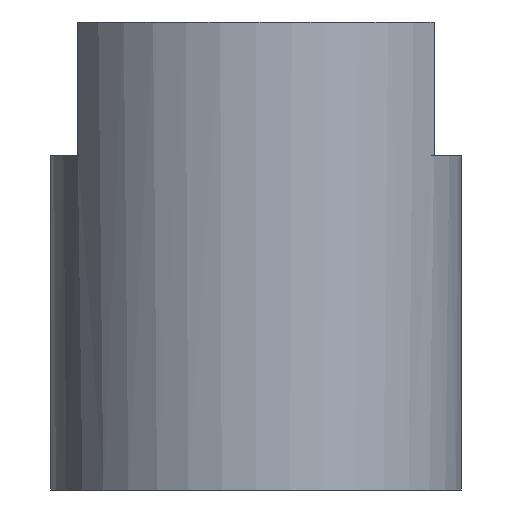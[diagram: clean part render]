
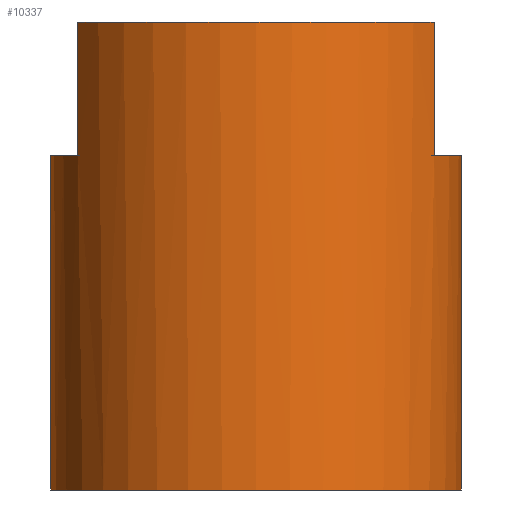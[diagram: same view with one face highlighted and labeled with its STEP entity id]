
A CAD part, left-side view. The second image highlights one B-rep face of the part: STEP entity #10337.
In plain terms, the highlighted cylindrical face has radius 20 mm (diameter 40 mm), a partial arc.
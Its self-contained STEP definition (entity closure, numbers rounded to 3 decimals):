
#3079=CARTESIAN_POINT('',(0.,0.,46.6));
#3080=DIRECTION('',(0.,0.,-1.));
#3081=DIRECTION('',(-0.5,-0.866,0.));
#3082=AXIS2_PLACEMENT_3D('',#3079,#3080,#3081);
#3087=CARTESIAN_POINT('',(0.,0.,46.6));
#3088=DIRECTION('',(0.,0.,-1.));
#3089=DIRECTION('',(-1.,0.,0.));
#3090=AXIS2_PLACEMENT_3D('',#3087,#3088,#3089);
#3590=CARTESIAN_POINT('',(0.,0.,1.1));
#3591=DIRECTION('',(0.,0.,1.));
#3592=DIRECTION('',(0.893,0.45,0.));
#3593=AXIS2_PLACEMENT_3D('',#3590,#3591,#3592);
#3598=CARTESIAN_POINT('',(0.,0.,1.1));
#3599=DIRECTION('',(0.,0.,1.));
#3600=DIRECTION('',(-1.,0.,0.));
#3601=AXIS2_PLACEMENT_3D('',#3598,#3599,#3600);
#5485=CARTESIAN_POINT('',(0.,0.,33.6));
#5486=DIRECTION('',(0.,0.,-1.));
#5487=DIRECTION('',(-0.5,0.866,0.));
#5488=AXIS2_PLACEMENT_3D('',#5485,#5486,#5487);
#5493=DIRECTION('',(0.,0.,1.));
#5494=VECTOR('',#5493,13.);
#5495=CARTESIAN_POINT('',(-10.,17.321,33.6));
#5496=LINE('',#5495,#5494);
#5500=DIRECTION('',(0.,0.,-1.));
#5501=VECTOR('',#5500,13.);
#5502=CARTESIAN_POINT('',(-10.,-17.321,46.6));
#5503=LINE('',#5502,#5501);
#5507=DIRECTION('',(0.,0.,-1.));
#5508=VECTOR('',#5507,32.5);
#5509=CARTESIAN_POINT('',(17.861,-9.,33.6));
#5510=LINE('',#5509,#5508);
#5514=DIRECTION('',(0.,0.,1.));
#5515=VECTOR('',#5514,32.5);
#5516=CARTESIAN_POINT('',(17.861,9.,1.1));
#5517=LINE('',#5516,#5515);
#5535=CARTESIAN_POINT('',(0.,0.,33.6));
#5536=DIRECTION('',(0.,0.,-1.));
#5537=DIRECTION('',(0.893,-0.45,0.));
#5538=AXIS2_PLACEMENT_3D('',#5535,#5536,#5537);
#5543=CARTESIAN_POINT('',(0.,0.,33.6));
#5544=DIRECTION('',(0.,0.,-1.));
#5545=DIRECTION('',(0.,-1.,0.));
#5546=AXIS2_PLACEMENT_3D('',#5543,#5544,#5545);
#6854=CARTESIAN_POINT('',(-10.,-17.321,46.6));
#6856=VERTEX_POINT('',#6854);
#6857=CARTESIAN_POINT('',(-20.,0.,46.6));
#6858=VERTEX_POINT('',#6857);
#6859=CARTESIAN_POINT('',(-10.,17.321,46.6));
#6860=VERTEX_POINT('',#6859);
#6885=CARTESIAN_POINT('',(17.861,-9.,1.1));
#6887=VERTEX_POINT('',#6885);
#6889=CARTESIAN_POINT('',(17.861,-9.,33.6));
#6890=VERTEX_POINT('',#6889);
#6921=CARTESIAN_POINT('',(17.861,9.,1.1));
#6922=VERTEX_POINT('',#6921);
#6923=CARTESIAN_POINT('',(-20.,0.,1.1));
#6924=VERTEX_POINT('',#6923);
#7005=CARTESIAN_POINT('',(17.861,9.,33.6));
#7006=VERTEX_POINT('',#7005);
#7455=CARTESIAN_POINT('',(-10.,17.321,33.6));
#7456=VERTEX_POINT('',#7455);
#7457=CARTESIAN_POINT('',(-10.,-17.321,33.6));
#7458=VERTEX_POINT('',#7457);
#7459=CARTESIAN_POINT('',(0.,-20.,33.6));
#7460=VERTEX_POINT('',#7459);
#10316=CARTESIAN_POINT('',(0.,0.,44.1));
#10317=DIRECTION('',(0.,0.,1.));
#10318=DIRECTION('',(1.,0.,0.));
#10319=AXIS2_PLACEMENT_3D('',#10316,#10317,#10318);
#10320=CYLINDRICAL_SURFACE('',#10319,20.);
#10321=ORIENTED_EDGE('',*,*,#10285,.T.);
#10322=ORIENTED_EDGE('',*,*,#7560,.F.);
#10323=ORIENTED_EDGE('',*,*,#7558,.F.);
#10325=ORIENTED_EDGE('',*,*,#10324,.T.);
#10327=ORIENTED_EDGE('',*,*,#10326,.F.);
#10329=ORIENTED_EDGE('',*,*,#10328,.F.);
#10330=ORIENTED_EDGE('',*,*,#7991,.T.);
#10331=ORIENTED_EDGE('',*,*,#8152,.F.);
#10332=ORIENTED_EDGE('',*,*,#8150,.F.);
#10333=ORIENTED_EDGE('',*,*,#8443,.T.);
#10334=ORIENTED_EDGE('',*,*,#10303,.F.);
#10335=EDGE_LOOP('',(#10321,#10322,#10323,#10325,#10327,#10329,#10330,#10331,
#10332,#10333,#10334));
#10336=FACE_OUTER_BOUND('',#10335,.F.);
#3083=CIRCLE('',#3082,20.);
#3091=CIRCLE('',#3090,20.);
#3594=CIRCLE('',#3593,20.);
#3602=CIRCLE('',#3601,20.);
#5489=CIRCLE('',#5488,20.);
#5539=CIRCLE('',#5538,20.);
#5547=CIRCLE('',#5546,20.);
#7558=EDGE_CURVE('',#6856,#6858,#3083,.T.);
#7560=EDGE_CURVE('',#6858,#6860,#3091,.T.);
#7991=EDGE_CURVE('',#6890,#6887,#5510,.T.);
#8150=EDGE_CURVE('',#6922,#6924,#3594,.T.);
#8152=EDGE_CURVE('',#6924,#6887,#3602,.T.);
#8443=EDGE_CURVE('',#6922,#7006,#5517,.T.);
#10285=EDGE_CURVE('',#7456,#6860,#5496,.T.);
#10303=EDGE_CURVE('',#7456,#7006,#5489,.T.);
#10324=EDGE_CURVE('',#6856,#7458,#5503,.T.);
#10326=EDGE_CURVE('',#7460,#7458,#5547,.T.);
#10328=EDGE_CURVE('',#6890,#7460,#5539,.T.);
#10337=ADVANCED_FACE('',(#10336),#10320,.T.);
